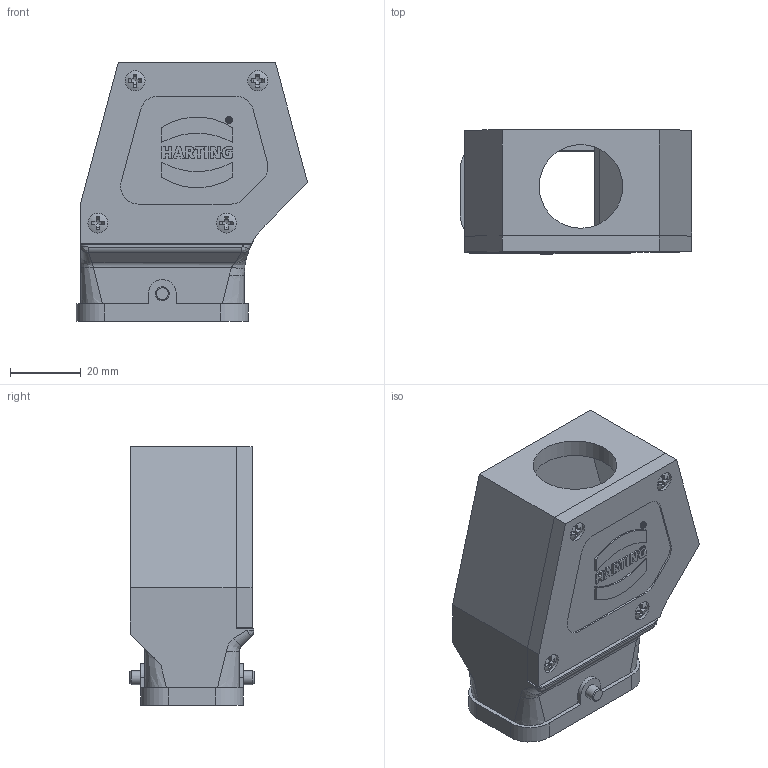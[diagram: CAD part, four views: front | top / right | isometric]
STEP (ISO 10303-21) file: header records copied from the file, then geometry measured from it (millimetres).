
FILE_DESCRIPTION(/* description */ (''),/* implementation_level */ '2;1');
FILE_NAME(/* name */ '100183507ugm000_b.stp',/* time_stamp */ '2019-10-28T13:27:45+01:00',/* author */ (''),/* organization */ (''),/* preprocessor_version */ 'ST-DEVELOPER v16.7',/* originating_system */ 'SIEMENS PLM Software NX 12.0',/* authorisation */ '');
FILE_SCHEMA (('AUTOMOTIVE_DESIGN { 1 0 10303 214 3 1 1 1 }'));
Length unit declared in the file: millimetre
Products named in the file (1): 100183507ugm000_b
Bounding box: 65.22 x 35 x 73 mm (x, y, z)
Volume: 47556.7 mm3; surface area: 31480.9 mm2
Topology: 2 solids, 2 shells, 726 faces, 2028 edges, 1341 vertices
Faces by surface type: plane 499, cylinder 157, cone 38, bspline 28, torus 4
Full cylindrical faces by diameter (mm): 1.507 x1, 1.972 x1, 2.6 x4, 3 x4, 3.111 x1, 3.2 x8, 3.5 x1, 3.95 x2, 4 x4, 5.6 x4, 8.5 x1, 10 x1, 23.6 x1
Entity records: 36613 total; most frequent: CARTESIAN_POINT 15125, ORIENTED_EDGE 3862, DIRECTION 3510, EDGE_CURVE 1931, LINE 1340, VECTOR 1340, VERTEX_POINT 1314, AXIS2_PLACEMENT_3D 1085
